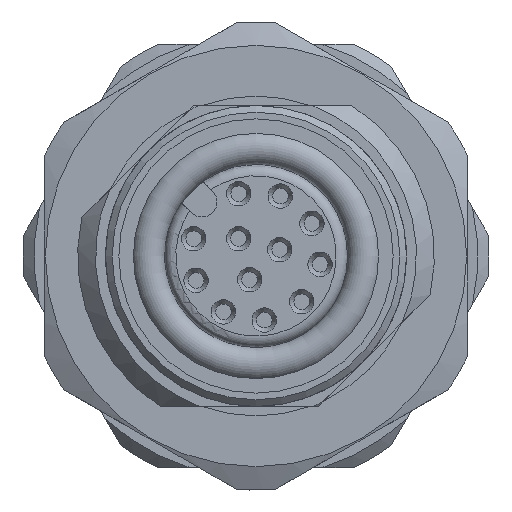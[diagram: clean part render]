
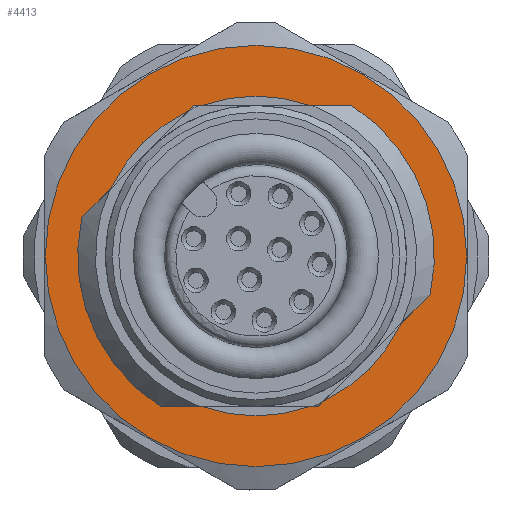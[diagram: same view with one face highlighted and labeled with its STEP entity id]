
A CAD part, left-side view. The second image highlights one B-rep face of the part: STEP entity #4413.
In plain terms, the highlighted planar face has unit normal (-1, 0, 0).
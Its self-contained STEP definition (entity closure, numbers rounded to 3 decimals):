
#279=PLANE('',#5696);
#727=LINE('',#7968,#1089);
#734=LINE('',#7981,#1096);
#735=LINE('',#7983,#1097);
#741=LINE('',#7993,#1103);
#742=LINE('',#7996,#1104);
#744=LINE('',#8000,#1106);
#751=LINE('',#8013,#1113);
#752=LINE('',#8015,#1114);
#1089=VECTOR('',#6151,1.);
#1096=VECTOR('',#6158,1.);
#1097=VECTOR('',#6161,1.);
#1103=VECTOR('',#6167,1.);
#1104=VECTOR('',#6172,1.);
#1106=VECTOR('',#6174,1.);
#1113=VECTOR('',#6183,1.);
#1114=VECTOR('',#6184,1.);
#1716=EDGE_LOOP('',(#3014));
#1717=EDGE_LOOP('',(#3015,#3016,#3017,#3018,#3019,#3020,#3021,#3022,#3023,
#3024,#3025,#3026,#3027,#3028));
#3014=ORIENTED_EDGE('',*,*,#3784,.F.);
#3015=ORIENTED_EDGE('',*,*,#3389,.F.);
#3016=ORIENTED_EDGE('',*,*,#3403,.F.);
#3017=ORIENTED_EDGE('',*,*,#3785,.F.);
#3018=ORIENTED_EDGE('',*,*,#3397,.F.);
#3019=ORIENTED_EDGE('',*,*,#3373,.F.);
#3020=ORIENTED_EDGE('',*,*,#3413,.T.);
#3021=ORIENTED_EDGE('',*,*,#3786,.F.);
#3022=ORIENTED_EDGE('',*,*,#3414,.T.);
#3023=ORIENTED_EDGE('',*,*,#3404,.T.);
#3024=ORIENTED_EDGE('',*,*,#3787,.F.);
#3025=ORIENTED_EDGE('',*,*,#3406,.T.);
#3026=ORIENTED_EDGE('',*,*,#3142,.F.);
#3027=ORIENTED_EDGE('',*,*,#3396,.F.);
#3028=ORIENTED_EDGE('',*,*,#3788,.F.);
#3142=EDGE_CURVE('',#4665,#4667,#3834,.T.);
#3373=EDGE_CURVE('',#4846,#4847,#3907,.T.);
#3389=EDGE_CURVE('',#4858,#4859,#727,.T.);
#3396=EDGE_CURVE('',#4864,#4665,#734,.T.);
#3397=EDGE_CURVE('',#4847,#4865,#735,.T.);
#3403=EDGE_CURVE('',#4868,#4858,#741,.T.);
#3404=EDGE_CURVE('',#4869,#4870,#742,.T.);
#3406=EDGE_CURVE('',#4871,#4667,#744,.T.);
#3413=EDGE_CURVE('',#4846,#4876,#751,.T.);
#3414=EDGE_CURVE('',#4877,#4869,#752,.T.);
#3784=EDGE_CURVE('',#5130,#5130,#4079,.T.);
#3785=EDGE_CURVE('',#4865,#4868,#4080,.T.);
#3786=EDGE_CURVE('',#4877,#4876,#4081,.T.);
#3787=EDGE_CURVE('',#4871,#4870,#4082,.T.);
#3788=EDGE_CURVE('',#4859,#4864,#4083,.T.);
#3834=CIRCLE('',#5164,8.);
#3907=CIRCLE('',#5279,8.);
#4079=CIRCLE('',#5691,9.45);
#4080=CIRCLE('',#5692,7.172);
#4081=CIRCLE('',#5693,7.172);
#4082=CIRCLE('',#5694,7.172);
#4083=CIRCLE('',#5695,7.172);
#4413=ADVANCED_FACE('',(#4646,#4647),#279,.T.);
#4646=FACE_BOUND('',#1716,.T.);
#4647=FACE_BOUND('',#1717,.T.);
#4665=VERTEX_POINT('',#7269);
#4667=VERTEX_POINT('',#7272);
#4846=VERTEX_POINT('',#7921);
#4847=VERTEX_POINT('',#7923);
#4858=VERTEX_POINT('',#7967);
#4859=VERTEX_POINT('',#7969);
#4864=VERTEX_POINT('',#7980);
#4865=VERTEX_POINT('',#7984);
#4868=VERTEX_POINT('',#7992);
#4869=VERTEX_POINT('',#7997);
#4870=VERTEX_POINT('',#7998);
#4871=VERTEX_POINT('',#8001);
#4876=VERTEX_POINT('',#8014);
#4877=VERTEX_POINT('',#8016);
#5130=VERTEX_POINT('',#9049);
#5164=AXIS2_PLACEMENT_3D('',#7271,#5753,#5754);
#5279=AXIS2_PLACEMENT_3D('',#7922,#6103,#6104);
#5691=AXIS2_PLACEMENT_3D('',#9048,#7146,#7147);
#5692=AXIS2_PLACEMENT_3D('',#9050,#7148,#7149);
#5693=AXIS2_PLACEMENT_3D('',#9051,#7150,#7151);
#5694=AXIS2_PLACEMENT_3D('',#9052,#7152,#7153);
#5695=AXIS2_PLACEMENT_3D('',#9053,#7154,#7155);
#5696=AXIS2_PLACEMENT_3D('',#9054,#7156,#7157);
#5753=DIRECTION('',(-1.,0.,0.));
#5754=DIRECTION('',(0.,0.,1.));
#6103=DIRECTION('',(-1.,0.,0.));
#6104=DIRECTION('',(0.,0.,1.));
#6151=DIRECTION('',(0.,0.707,-0.707));
#6158=DIRECTION('',(0.,0.707,-0.707));
#6161=DIRECTION('',(0.,1.,0.));
#6167=DIRECTION('',(0.,1.,0.));
#6172=DIRECTION('',(0.,1.,0.));
#6174=DIRECTION('',(0.,1.,0.));
#6183=DIRECTION('',(0.,0.707,-0.707));
#6184=DIRECTION('',(0.,0.707,-0.707));
#7146=DIRECTION('',(1.,0.,0.));
#7147=DIRECTION('',(0.,-0.5,0.866));
#7148=DIRECTION('',(-1.,0.,0.));
#7149=DIRECTION('',(0.,0.5,-0.866));
#7150=DIRECTION('',(-1.,0.,0.));
#7151=DIRECTION('',(0.,0.5,-0.866));
#7152=DIRECTION('',(-1.,0.,0.));
#7153=DIRECTION('',(0.,0.5,-0.866));
#7154=DIRECTION('',(-1.,0.,0.));
#7155=DIRECTION('',(0.,0.5,-0.866));
#7156=DIRECTION('',(-1.,0.,0.));
#7157=DIRECTION('',(0.,0.5,-0.866));
#7269=CARTESIAN_POINT('',(9.5,7.809,1.737));
#7271=CARTESIAN_POINT('',(9.5,0.,0.));
#7272=CARTESIAN_POINT('',(9.5,4.294,-6.75));
#7921=CARTESIAN_POINT('',(9.5,-7.809,-1.737));
#7922=CARTESIAN_POINT('',(9.5,0.,0.));
#7923=CARTESIAN_POINT('',(9.5,-4.294,6.75));
#7967=CARTESIAN_POINT('',(9.5,2.796,6.75));
#7968=CARTESIAN_POINT('',(9.5,8.835,0.711));
#7969=CARTESIAN_POINT('',(9.5,3.059,6.487));
#7980=CARTESIAN_POINT('',(9.5,6.487,3.059));
#7981=CARTESIAN_POINT('',(9.5,8.835,0.711));
#7983=CARTESIAN_POINT('',(9.5,2.796,6.75));
#7984=CARTESIAN_POINT('',(9.5,-2.424,6.75));
#7992=CARTESIAN_POINT('',(9.5,2.424,6.75));
#7993=CARTESIAN_POINT('',(9.5,2.796,6.75));
#7996=CARTESIAN_POINT('',(9.5,5.744,-6.75));
#7997=CARTESIAN_POINT('',(9.5,-2.796,-6.75));
#7998=CARTESIAN_POINT('',(9.5,-2.424,-6.75));
#8000=CARTESIAN_POINT('',(9.5,5.744,-6.75));
#8001=CARTESIAN_POINT('',(9.5,2.424,-6.75));
#8013=CARTESIAN_POINT('',(9.5,-2.796,-6.75));
#8014=CARTESIAN_POINT('',(9.5,-6.487,-3.059));
#8015=CARTESIAN_POINT('',(9.5,-2.796,-6.75));
#8016=CARTESIAN_POINT('',(9.5,-3.059,-6.487));
#9048=CARTESIAN_POINT('',(9.5,0.,0.));
#9049=CARTESIAN_POINT('',(9.5,-4.725,8.184));
#9050=CARTESIAN_POINT('',(9.5,0.,0.));
#9051=CARTESIAN_POINT('',(9.5,0.,0.));
#9052=CARTESIAN_POINT('',(9.5,0.,0.));
#9053=CARTESIAN_POINT('',(9.5,0.,0.));
#9054=CARTESIAN_POINT('',(9.5,0.,0.));
